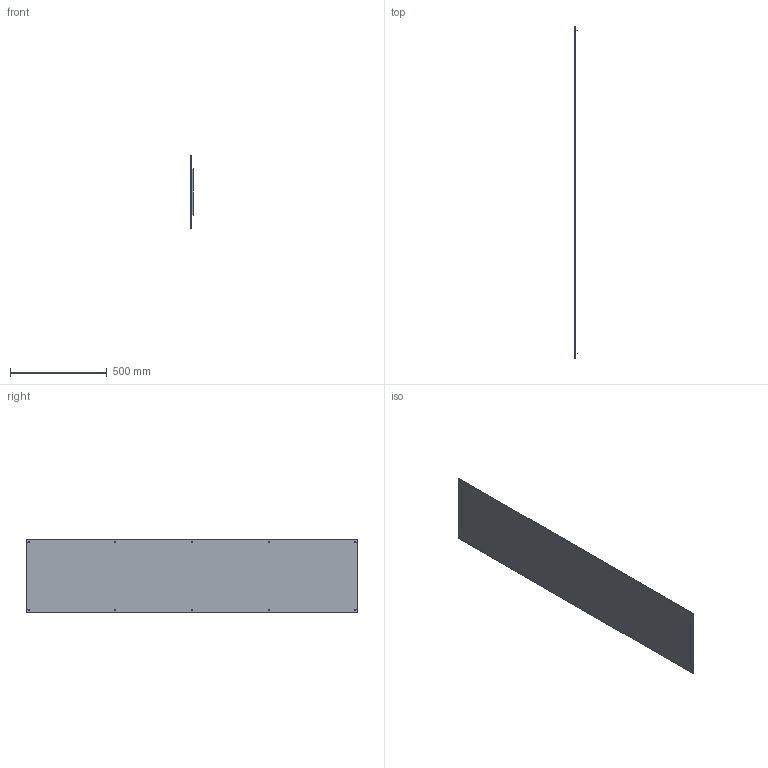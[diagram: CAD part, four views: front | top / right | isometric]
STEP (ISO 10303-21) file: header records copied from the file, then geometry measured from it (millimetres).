
FILE_DESCRIPTION (( 'STEP AP214' ), '1' );
FILE_NAME ('YKV10-PB-1845-31 Ïàíåëü áîêîâàÿ äëÿ ÂÐÓ 18.ÕÕ.45 IP31 TITAN (êîìï. 2øò.).STEP', '2016-09-22T09:05:50', ( 'user' ), ( '' ), 'SwSTEP 2.0', 'SolidWorks 2014', '' );
FILE_SCHEMA (( 'AUTOMOTIVE_DESIGN' ));
Length unit declared in the file: millimetre
Products named in the file (1): YKV10-PB-1845-31 Ïàíåëü áîêîâàÿ äëÿ ÂÐÓ 18.ÕÕ.45 IP31 TITAN (êîìï. 2øò.)
Bounding box: 12 x 1717 x 380 mm (x, y, z)
Volume: 1308910.3 mm3; surface area: 1322538.1 mm2
Topology: 1 solids, 1 shells, 36 faces, 96 edges, 64 vertices
Faces by surface type: cylinder 20, plane 16
Entity records: 1214 total; most frequent: DIRECTION 210, CARTESIAN_POINT 197, ORIENTED_EDGE 192, EDGE_CURVE 96, AXIS2_PLACEMENT_3D 77, VERTEX_POINT 64, EDGE_LOOP 58, LINE 56
